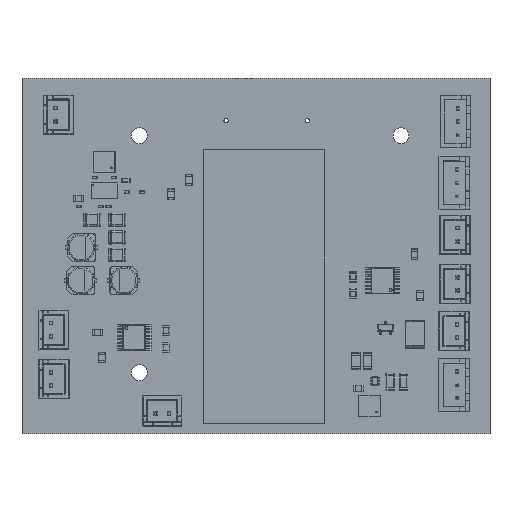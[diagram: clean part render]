
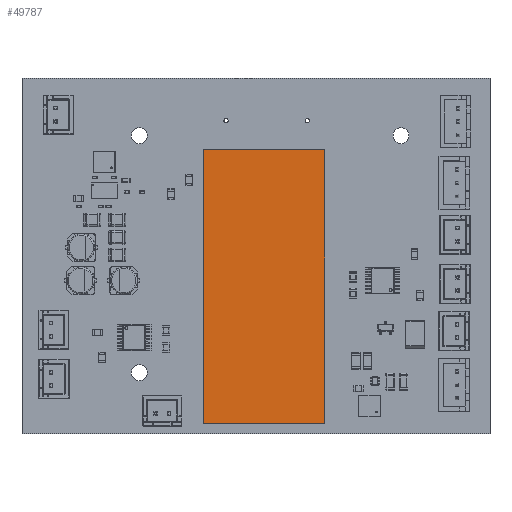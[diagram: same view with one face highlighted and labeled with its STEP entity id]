
A CAD part, top view. The second image highlights one B-rep face of the part: STEP entity #49787.
In plain terms, the highlighted planar face has unit normal (0, 0, 1).
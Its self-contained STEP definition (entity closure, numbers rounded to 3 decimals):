
#49658 = VERTEX_POINT('',#49659);
#49659 = CARTESIAN_POINT('',(-6.75,21.56,8.));
#49665 = EDGE_CURVE('',#49658,#49666,#49668,.T.);
#49666 = VERTEX_POINT('',#49667);
#49667 = CARTESIAN_POINT('',(44.85,21.56,8.));
#49668 = LINE('',#49669,#49670);
#49669 = CARTESIAN_POINT('',(-6.75,21.56,8.));
#49670 = VECTOR('',#49671,1.);
#49671 = DIRECTION('',(1.,0.,0.));
#49696 = EDGE_CURVE('',#49666,#49697,#49699,.T.);
#49697 = VERTEX_POINT('',#49698);
#49698 = CARTESIAN_POINT('',(44.85,-1.24,8.));
#49699 = LINE('',#49700,#49701);
#49700 = CARTESIAN_POINT('',(44.85,21.56,8.));
#49701 = VECTOR('',#49702,1.);
#49702 = DIRECTION('',(0.,-1.,0.));
#49727 = EDGE_CURVE('',#49697,#49728,#49730,.T.);
#49728 = VERTEX_POINT('',#49729);
#49729 = CARTESIAN_POINT('',(-6.75,-1.24,8.));
#49730 = LINE('',#49731,#49732);
#49731 = CARTESIAN_POINT('',(44.85,-1.24,8.));
#49732 = VECTOR('',#49733,1.);
#49733 = DIRECTION('',(-1.,0.,0.));
#49758 = EDGE_CURVE('',#49728,#49658,#49759,.T.);
#49759 = LINE('',#49760,#49761);
#49760 = CARTESIAN_POINT('',(-6.75,-1.24,8.));
#49761 = VECTOR('',#49762,1.);
#49762 = DIRECTION('',(0.,1.,0.));
#49787 = ADVANCED_FACE('',(#49788),#49794,.F.);
#49788 = FACE_BOUND('',#49789,.F.);
#49789 = EDGE_LOOP('',(#49790,#49791,#49792,#49793));
#49790 = ORIENTED_EDGE('',*,*,#49665,.T.);
#49791 = ORIENTED_EDGE('',*,*,#49696,.T.);
#49792 = ORIENTED_EDGE('',*,*,#49727,.T.);
#49793 = ORIENTED_EDGE('',*,*,#49758,.T.);
#49794 = PLANE('',#49795);
#49795 = AXIS2_PLACEMENT_3D('',#49796,#49797,#49798);
#49796 = CARTESIAN_POINT('',(19.05,10.16,8.));
#49797 = DIRECTION('',(0.,0.,-1.));
#49798 = DIRECTION('',(0.,-1.,0.));
